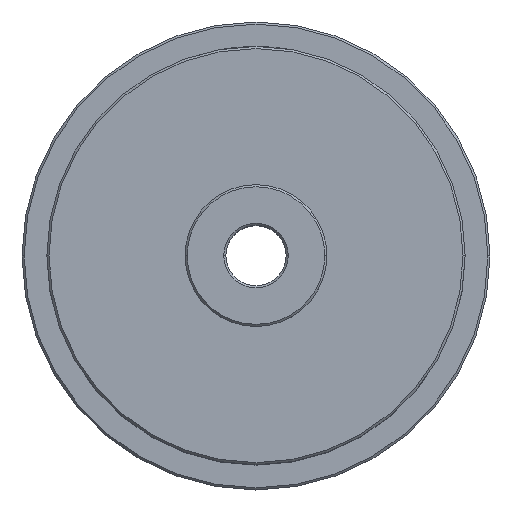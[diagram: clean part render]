
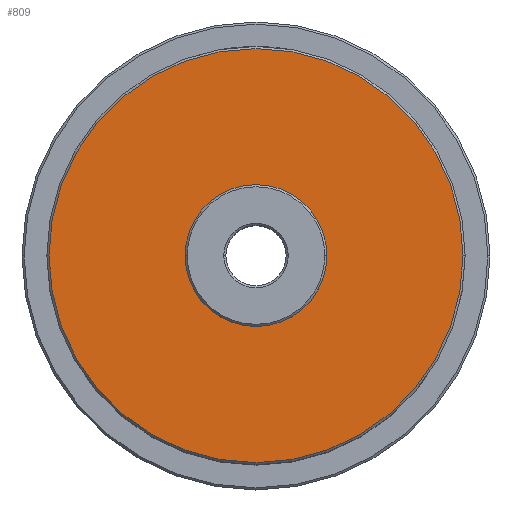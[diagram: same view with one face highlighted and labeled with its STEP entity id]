
A CAD part, top view. The second image highlights one B-rep face of the part: STEP entity #809.
In plain terms, the highlighted planar face has unit normal (0, 0, 1).
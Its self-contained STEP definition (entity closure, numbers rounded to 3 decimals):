
#4 = FACE_BOUND ( 'NONE', #1146, .T. ) ;
#19 = DIRECTION ( 'NONE',  ( 1., 0., 0. ) ) ;
#42 = ORIENTED_EDGE ( 'NONE', *, *, #1781, .T. ) ;
#51 = VERTEX_POINT ( 'NONE', #2142 ) ;
#64 = ORIENTED_EDGE ( 'NONE', *, *, #1701, .T. ) ;
#67 = CARTESIAN_POINT ( 'NONE',  ( 0., 0., 33. ) ) ;
#97 = ORIENTED_EDGE ( 'NONE', *, *, #553, .F. ) ;
#107 = CARTESIAN_POINT ( 'NONE',  ( 0., 0., 33. ) ) ;
#254 = DIRECTION ( 'NONE',  ( 0., 0., 1. ) ) ;
#480 = CIRCLE ( 'NONE', #2000, 29.2 ) ;
#553 = EDGE_CURVE ( 'NONE', #2416, #2235, #729, .T. ) ;
#557 = DIRECTION ( 'NONE',  ( 0., 0., 1. ) ) ;
#627 = DIRECTION ( 'NONE',  ( 1., 0., 0. ) ) ;
#671 = FACE_OUTER_BOUND ( 'NONE', #1114, .T. ) ;
#683 = DIRECTION ( 'NONE',  ( 0., 0., 1. ) ) ;
#729 = CIRCLE ( 'NONE', #2360, 10. ) ;
#760 = CARTESIAN_POINT ( 'NONE',  ( 0., 0., 33. ) ) ;
#807 = DIRECTION ( 'NONE',  ( 1., 0., 0. ) ) ;
#809 = ADVANCED_FACE ( 'NONE', ( #4, #671 ), #982, .T. ) ;
#979 = CARTESIAN_POINT ( 'NONE',  ( 0., 0., 33. ) ) ;
#982 = PLANE ( 'NONE',  #1973 ) ;
#1114 = EDGE_LOOP ( 'NONE', ( #42, #64 ) ) ;
#1146 = EDGE_LOOP ( 'NONE', ( #1880, #97 ) ) ;
#1147 = VERTEX_POINT ( 'NONE', #2223 ) ;
#1161 = DIRECTION ( 'NONE',  ( 0., 0., 1. ) ) ;
#1191 = CARTESIAN_POINT ( 'NONE',  ( 0., 0., 33. ) ) ;
#1701 = EDGE_CURVE ( 'NONE', #1147, #51, #480, .T. ) ;
#1717 = AXIS2_PLACEMENT_3D ( 'NONE', #67, #254, #807 ) ;
#1768 = DIRECTION ( 'NONE',  ( 0., 0., 1. ) ) ;
#1781 = EDGE_CURVE ( 'NONE', #51, #1147, #2143, .T. ) ;
#1792 = CARTESIAN_POINT ( 'NONE',  ( -10., 0., 33. ) ) ;
#1841 = CIRCLE ( 'NONE', #1978, 10. ) ;
#1861 = CARTESIAN_POINT ( 'NONE',  ( 10., 0., 33. ) ) ;
#1880 = ORIENTED_EDGE ( 'NONE', *, *, #2203, .F. ) ;
#1973 = AXIS2_PLACEMENT_3D ( 'NONE', #1191, #1768, #2131 ) ;
#1978 = AXIS2_PLACEMENT_3D ( 'NONE', #107, #683, #1988 ) ;
#1988 = DIRECTION ( 'NONE',  ( 1., 0., 0. ) ) ;
#2000 = AXIS2_PLACEMENT_3D ( 'NONE', #979, #1161, #627 ) ;
#2131 = DIRECTION ( 'NONE',  ( 1., 0., 0. ) ) ;
#2142 = CARTESIAN_POINT ( 'NONE',  ( -29.2, 0., 33. ) ) ;
#2143 = CIRCLE ( 'NONE', #1717, 29.2 ) ;
#2203 = EDGE_CURVE ( 'NONE', #2235, #2416, #1841, .T. ) ;
#2223 = CARTESIAN_POINT ( 'NONE',  ( 29.2, 0., 33. ) ) ;
#2235 = VERTEX_POINT ( 'NONE', #1792 ) ;
#2360 = AXIS2_PLACEMENT_3D ( 'NONE', #760, #557, #19 ) ;
#2416 = VERTEX_POINT ( 'NONE', #1861 ) ;
